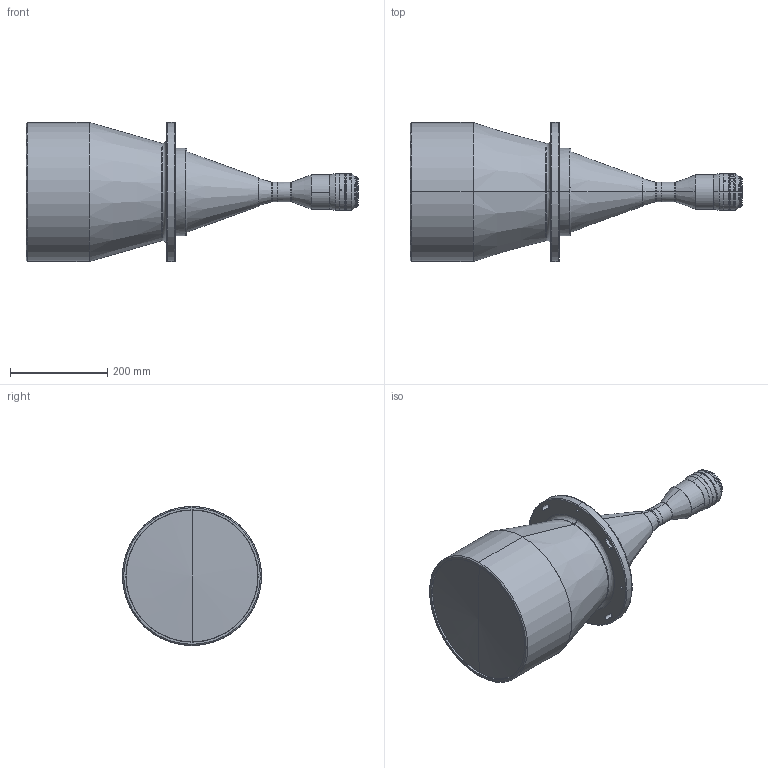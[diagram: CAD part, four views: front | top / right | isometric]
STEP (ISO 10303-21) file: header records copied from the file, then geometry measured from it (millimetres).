
FILE_DESCRIPTION (( 'STEP AP203' ), '1' );
FILE_NAME ('DTCM35FH-240H-M58-AL.STEP', '2018-03-26T02:33:25', ( '' ), ( '' ), 'SwSTEP 2.0', 'SolidWorks 2012', '' );
FILE_SCHEMA (( 'CONFIG_CONTROL_DESIGN' ));
Length unit declared in the file: millimetre
Products named in the file (1): DTCM35FH-240H-M58-AL
Bounding box: 682.81 x 286 x 286 mm (x, y, z)
Volume: 19414241.4 mm3; surface area: 513100.4 mm2
Topology: 6 solids, 6 shells, 179 faces, 416 edges, 259 vertices
Faces by surface type: cylinder 87, cone 47, plane 23, bspline 22
Entity records: 6694 total; most frequent: CARTESIAN_POINT 2587, DIRECTION 875, ORIENTED_EDGE 824, EDGE_CURVE 412, AXIS2_PLACEMENT_3D 369, VERTEX_POINT 259, EDGE_LOOP 211, CIRCLE 211
